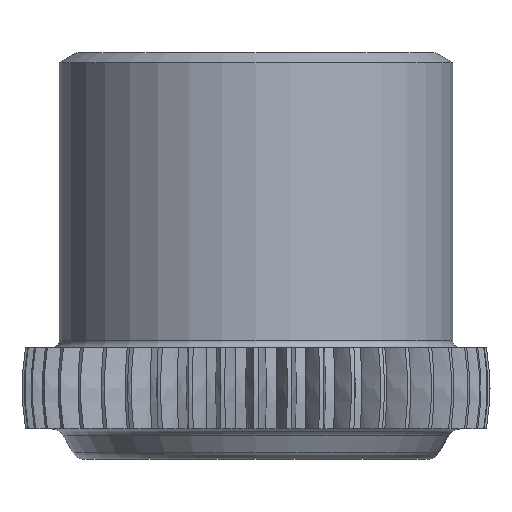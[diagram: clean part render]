
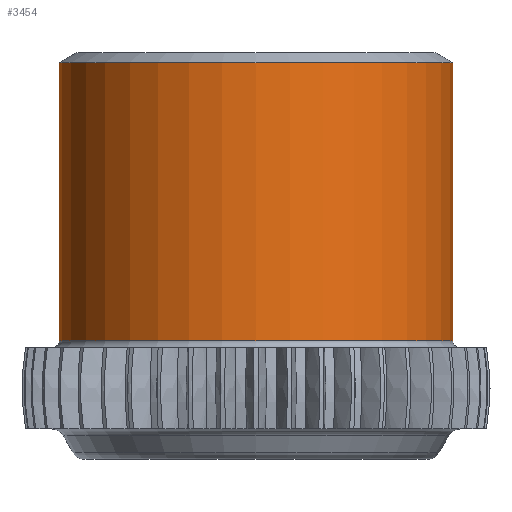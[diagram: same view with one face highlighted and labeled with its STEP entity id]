
A CAD part, left-side view. The second image highlights one B-rep face of the part: STEP entity #3454.
In plain terms, the highlighted cylindrical face has radius 29 mm (diameter 58 mm), a partial arc.
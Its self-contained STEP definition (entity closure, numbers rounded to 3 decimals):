
#3=DIRECTION('',(0.,0.,1.));
#4=VECTOR('',#3,41.);
#5=CARTESIAN_POINT('',(0.,29.,7.));
#6=LINE('',#5,#4);
#7=DIRECTION('',(0.,0.,1.));
#8=VECTOR('',#7,41.);
#9=CARTESIAN_POINT('',(0.,-29.,7.));
#10=LINE('',#9,#8);
#20=CARTESIAN_POINT('',(0.,0.,48.));
#21=DIRECTION('',(0.,0.,1.));
#22=DIRECTION('',(0.,1.,0.));
#23=AXIS2_PLACEMENT_3D('',#20,#21,#22);
#39=CARTESIAN_POINT('',(0.,0.,7.));
#40=DIRECTION('',(0.,0.,1.));
#41=DIRECTION('',(0.,1.,0.));
#42=AXIS2_PLACEMENT_3D('',#39,#40,#41);
#3381=CARTESIAN_POINT('',(0.,29.,48.));
#3382=CARTESIAN_POINT('',(0.,-29.,48.));
#3383=VERTEX_POINT('',#3381);
#3384=VERTEX_POINT('',#3382);
#3385=CARTESIAN_POINT('',(0.,29.,7.));
#3386=CARTESIAN_POINT('',(0.,-29.,7.));
#3387=VERTEX_POINT('',#3385);
#3388=VERTEX_POINT('',#3386);
#3441=CARTESIAN_POINT('',(0.,0.,52.5));
#3442=DIRECTION('',(0.,0.,-1.));
#3443=DIRECTION('',(0.,-1.,0.));
#3444=AXIS2_PLACEMENT_3D('',#3441,#3442,#3443);
#3445=CYLINDRICAL_SURFACE('',#3444,29.);
#3446=ORIENTED_EDGE('',*,*,#3430,.T.);
#3448=ORIENTED_EDGE('',*,*,#3447,.T.);
#3449=ORIENTED_EDGE('',*,*,#3434,.F.);
#3451=ORIENTED_EDGE('',*,*,#3450,.F.);
#3452=EDGE_LOOP('',(#3446,#3448,#3449,#3451));
#3453=FACE_OUTER_BOUND('',#3452,.F.);
#3454=ADVANCED_FACE('',(#3453),#3445,.T.);
#24=CIRCLE('',#23,29.);
#43=CIRCLE('',#42,29.);
#3430=EDGE_CURVE('',#3387,#3383,#6,.T.);
#3434=EDGE_CURVE('',#3388,#3384,#10,.T.);
#3447=EDGE_CURVE('',#3383,#3384,#24,.T.);
#3450=EDGE_CURVE('',#3387,#3388,#43,.T.);
